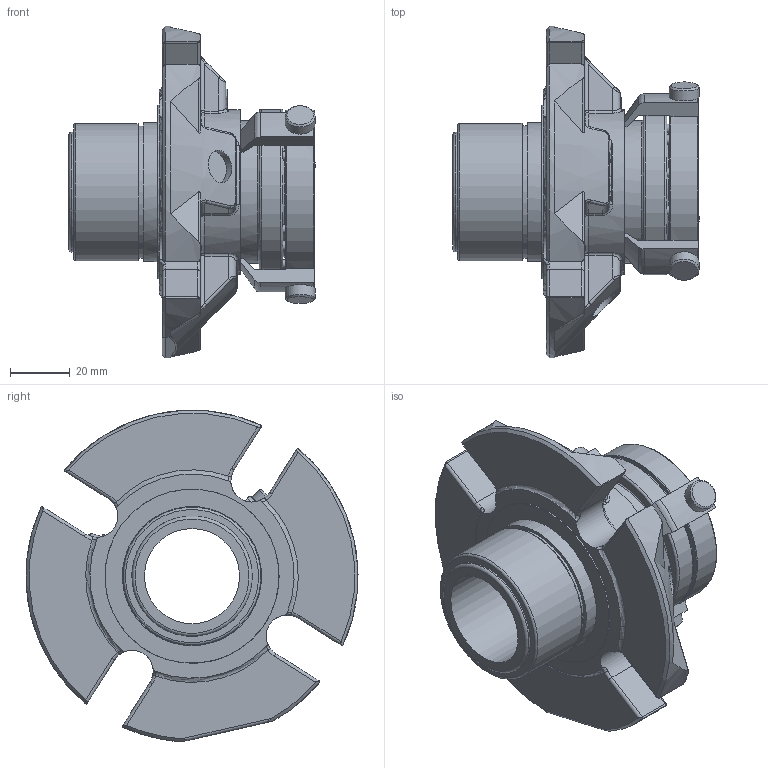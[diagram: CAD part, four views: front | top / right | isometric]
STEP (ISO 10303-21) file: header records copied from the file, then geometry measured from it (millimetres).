
FILE_DESCRIPTION(/* description */ ('Unknown'),/* implementation_level */ '2;1');
FILE_NAME(/* name */ '1.250',/* time_stamp */ '2023-02-13T16:32:08+00:00',/* author */ ('Unknown'),/* organization */ ('Unknown'),/* preprocessor_version */ 'ST-DEVELOPER v16.7',/* originating_system */ 'Solid Edge',/* authorisation */ 'Unknown');
FILE_SCHEMA (('AUTOMOTIVE_DESIGN {1 0 10303 214 3 1 1}'));
Length unit declared in the file: millimetre
Products named in the file (1): 1.250
Bounding box: 82.24 x 110.86 x 110.76 mm (x, y, z)
Volume: 191783.4 mm3; surface area: 45985.1 mm2
Topology: 1 solids, 1 shells, 515 faces, 1301 edges, 821 vertices
Faces by surface type: plane 186, cylinder 145, bspline 76, torus 63, sphere 24, cone 21
Full cylindrical faces by diameter (mm): 2.821 x1, 2.87 x7, 3.175 x2, 6 x3, 10 x3, 10.998 x2, 31.75 x1, 40.183 x1, 42.824 x1, 44.171 x1, 45.974 x1, 46.431 x1, 47.6 x1, 55 x1, 55.55 x2, 58.141 x1
Entity records: 18040 total; most frequent: CARTESIAN_POINT 6536, ORIENTED_EDGE 2470, DIRECTION 2175, EDGE_CURVE 1235, AXIS2_PLACEMENT_3D 854, VERTEX_POINT 805, EDGE_LOOP 624, FACE_BOUND 624
